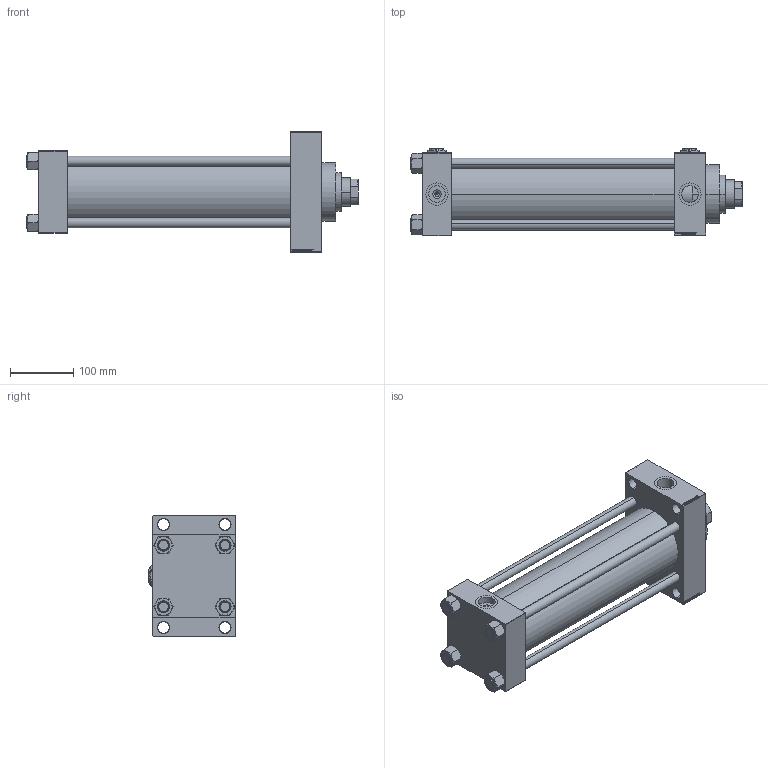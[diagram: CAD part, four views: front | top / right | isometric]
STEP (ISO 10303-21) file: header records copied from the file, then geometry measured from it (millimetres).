
FILE_DESCRIPTION (( 'STEP AP203' ), '1' );
FILE_NAME ('02f6.STEP', '2022-04-16T02:18:25', ( '' ), ( '' ), 'SwSTEP 2.0', 'SolidWorks 2019', '' );
FILE_SCHEMA (( 'CONFIG_CONTROL_DESIGN' ));
Length unit declared in the file: millimetre
Products named in the file (7): 02f6; Zatka_pro_OIL_PORT f66375f4e25dc5bc1a1249c61f5822e4; V215CR_D_TYCINKA f66375f4e25dc5bc1a1249c61f5822e4; NUT_M5_D f66375f4e25dc5bc1a1249c61f5822e4; V215_VC_A f66375f4e25dc5bc1a1249c61f5822e4; V215CR_VCP_D f66375f4e25dc5bc1a1249c61f5822e4; V215CR_D_Body f66375f4e25dc5bc1a1249c61f5822e4
Assembly tree (13 placements, depth 2):
  02f6
    V215CR_D_Body f66375f4e25dc5bc1a1249c61f5822e4
    V215CR_VCP_D f66375f4e25dc5bc1a1249c61f5822e4
    NUT_M5_D f66375f4e25dc5bc1a1249c61f5822e4  x4
    V215CR_D_TYCINKA f66375f4e25dc5bc1a1249c61f5822e4  x4
    V215_VC_A f66375f4e25dc5bc1a1249c61f5822e4
    Zatka_pro_OIL_PORT f66375f4e25dc5bc1a1249c61f5822e4  x2
Bounding box: 523 x 137 x 190 mm (x, y, z)
Volume: 3518105.3 mm3; surface area: 638729.4 mm2
Topology: 13 solids, 13 shells, 1260 faces, 3154 edges, 2038 vertices
Faces by surface type: plane 595, bspline 368, cone 186, cylinder 103, torus 8
Entity records: 50015 total; most frequent: CARTESIAN_POINT 25911, ORIENTED_EDGE 5380, DIRECTION 3570, EDGE_CURVE 2690, VERTEX_POINT 1758, LINE 1576, VECTOR 1576, EDGE_LOOP 1202
